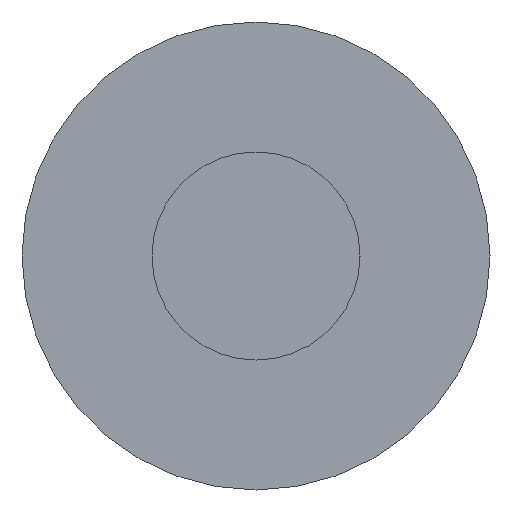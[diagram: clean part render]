
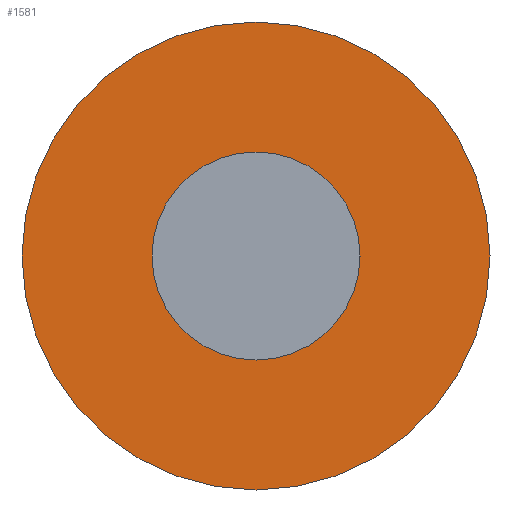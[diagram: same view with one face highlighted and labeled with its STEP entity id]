
A CAD part, left-side view. The second image highlights one B-rep face of the part: STEP entity #1581.
In plain terms, the highlighted planar face has unit normal (-1, 0, 0).
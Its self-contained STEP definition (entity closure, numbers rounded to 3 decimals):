
#80=FACE_BOUND('',#238,.T.);
#96=PLANE('',#1724);
#149=FACE_OUTER_BOUND('',#237,.T.);
#237=EDGE_LOOP('',(#1054));
#238=EDGE_LOOP('',(#1055));
#343=CIRCLE('',#1720,3.35);
#344=CIRCLE('',#1722,9.);
#596=VERTEX_POINT('',#2556);
#597=VERTEX_POINT('',#2560);
#784=EDGE_CURVE('',#596,#596,#343,.T.);
#785=EDGE_CURVE('',#597,#597,#344,.T.);
#1054=ORIENTED_EDGE('',*,*,#785,.F.);
#1055=ORIENTED_EDGE('',*,*,#784,.T.);
#1581=ADVANCED_FACE('',(#149,#80),#96,.F.);
#1720=AXIS2_PLACEMENT_3D('',#2558,#2020,#2021);
#1722=AXIS2_PLACEMENT_3D('',#2561,#2024,#2025);
#1724=AXIS2_PLACEMENT_3D('',#2565,#2029,#2030);
#2020=DIRECTION('center_axis',(1.,0.,0.));
#2021=DIRECTION('ref_axis',(0.,0.,
-1.));
#2024=DIRECTION('center_axis',(1.,0.,0.));
#2025=DIRECTION('ref_axis',(0.,0.,
-1.));
#2029=DIRECTION('center_axis',(1.,0.,0.));
#2030=DIRECTION('ref_axis',(0.,0.,
-1.));
#2556=CARTESIAN_POINT('',(-11.5,0.,3.35));
#2558=CARTESIAN_POINT('Origin',(-11.5,0.,0.));
#2560=CARTESIAN_POINT('',(-11.5,0.,9.));
#2561=CARTESIAN_POINT('Origin',(-11.5,0.,0.));
#2565=CARTESIAN_POINT('Origin',(-11.5,0.,0.));
